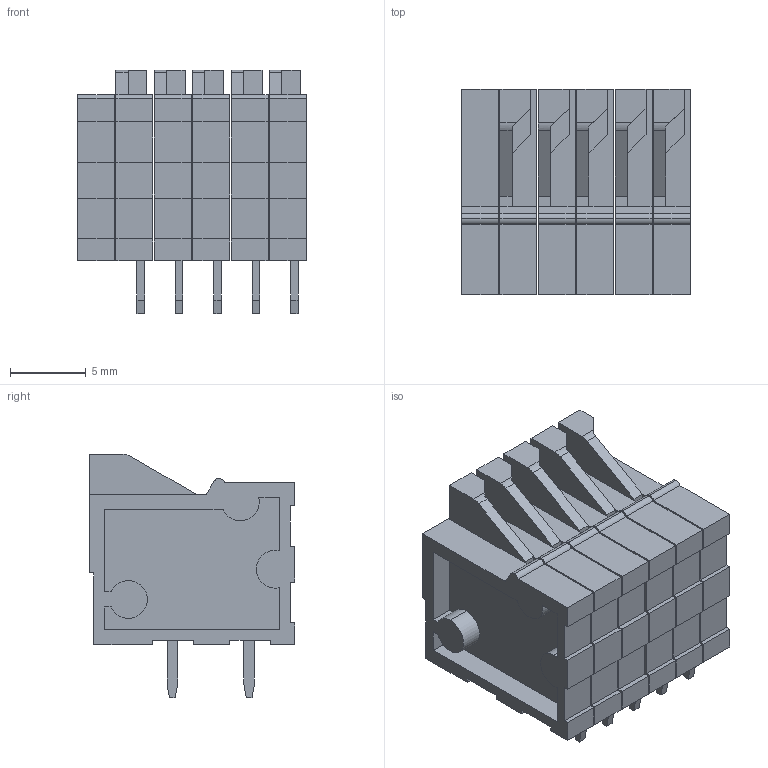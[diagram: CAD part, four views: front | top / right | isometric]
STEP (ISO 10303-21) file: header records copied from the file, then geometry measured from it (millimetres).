
FILE_DESCRIPTION (( 'STEP AP214' ), '1' );
FILE_NAME ('0BB79CB0-1CEB-4471-9199-3B78711DE12D.STEP', '2023-12-03T18:03:23', ( '' ), ( '' ), 'SwSTEP 2.0', 'SolidWorks 2022', '' );
FILE_SCHEMA (( 'AUTOMOTIVE_DESIGN' ));
Length unit declared in the file: millimetre
Products named in the file (1): 0BB79CB0-1CEB-4471-9199-3B78711DE12D
Bounding box: 15.14 x 13.6 x 16.1 mm (x, y, z)
Volume: 1843 mm3; surface area: 3112.3 mm2
Topology: 21 solids, 21 shells, 395 faces, 1026 edges, 679 vertices
Faces by surface type: plane 351, cylinder 34, cone 10
Entity records: 12240 total; most frequent: CARTESIAN_POINT 2186, ORIENTED_EDGE 2052, DIRECTION 1891, EDGE_CURVE 1026, VECTOR 923, LINE 923, VERTEX_POINT 679, AXIS2_PLACEMENT_3D 484
